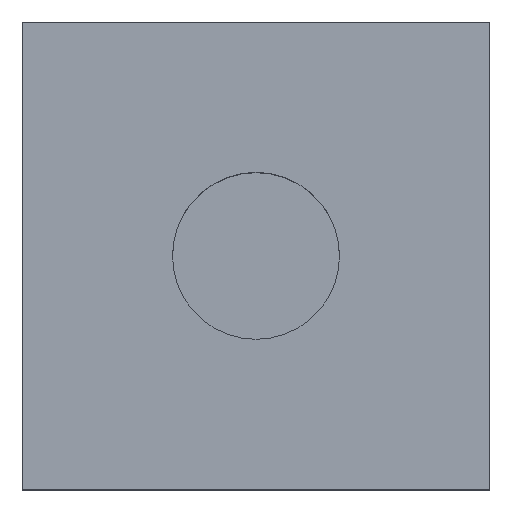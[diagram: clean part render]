
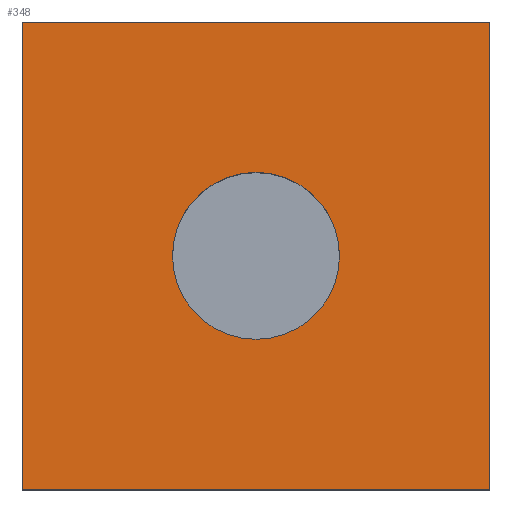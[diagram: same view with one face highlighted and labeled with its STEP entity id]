
A CAD part, top view. The second image highlights one B-rep face of the part: STEP entity #348.
In plain terms, the highlighted planar face has unit normal (0, 0, 1).
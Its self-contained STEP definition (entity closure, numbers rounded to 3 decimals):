
#15=CIRCLE('',#378,2.5);
#20=FACE_BOUND('',#63,.T.);
#39=FACE_OUTER_BOUND('',#62,.T.);
#62=EDGE_LOOP('',(#297,#298,#299,#300));
#63=EDGE_LOOP('',(#301));
#100=LINE('',#565,#142);
#102=LINE('',#569,#144);
#104=LINE('',#573,#146);
#106=LINE('',#576,#148);
#142=VECTOR('',#467,10.);
#144=VECTOR('',#471,10.);
#146=VECTOR('',#475,10.);
#148=VECTOR('',#479,10.);
#161=VERTEX_POINT('',#516);
#174=VERTEX_POINT('',#562);
#175=VERTEX_POINT('',#564);
#176=VERTEX_POINT('',#568);
#177=VERTEX_POINT('',#572);
#191=EDGE_CURVE('',#161,#161,#15,.T.);
#214=EDGE_CURVE('',#175,#174,#100,.T.);
#216=EDGE_CURVE('',#176,#175,#102,.T.);
#218=EDGE_CURVE('',#177,#176,#104,.T.);
#220=EDGE_CURVE('',#174,#177,#106,.T.);
#297=ORIENTED_EDGE('',*,*,#220,.T.);
#298=ORIENTED_EDGE('',*,*,#218,.T.);
#299=ORIENTED_EDGE('',*,*,#216,.T.);
#300=ORIENTED_EDGE('',*,*,#214,.T.);
#301=ORIENTED_EDGE('',*,*,#191,.T.);
#327=PLANE('',#394);
#348=ADVANCED_FACE('',(#39,#20),#327,.T.);
#378=AXIS2_PLACEMENT_3D('',#517,#420,#421);
#394=AXIS2_PLACEMENT_3D('',#577,#480,#481);
#420=DIRECTION('center_axis',(0.,0.,
-1.));
#421=DIRECTION('ref_axis',(1.,0.,0.));
#467=DIRECTION('',(-1.,0.,0.));
#471=DIRECTION('',(0.,1.,0.));
#475=DIRECTION('',(1.,0.,0.));
#479=DIRECTION('',(0.,-1.,0.));
#480=DIRECTION('center_axis',(0.,0.,
1.));
#481=DIRECTION('ref_axis',(1.,0.,0.));
#516=CARTESIAN_POINT('',(-70.5,19.75,13.5));
#517=CARTESIAN_POINT('Origin',(-68.,19.75,13.5));
#562=CARTESIAN_POINT('',(-75.,26.75,13.5));
#564=CARTESIAN_POINT('',(-61.,26.75,13.5));
#565=CARTESIAN_POINT('',(-61.,26.75,13.5));
#568=CARTESIAN_POINT('',(-61.,12.75,13.5));
#569=CARTESIAN_POINT('',(-61.,12.75,13.5));
#572=CARTESIAN_POINT('',(-75.,12.75,13.5));
#573=CARTESIAN_POINT('',(-75.,12.75,13.5));
#576=CARTESIAN_POINT('',(-75.,26.75,13.5));
#577=CARTESIAN_POINT('Origin',(-68.,19.75,13.5));
